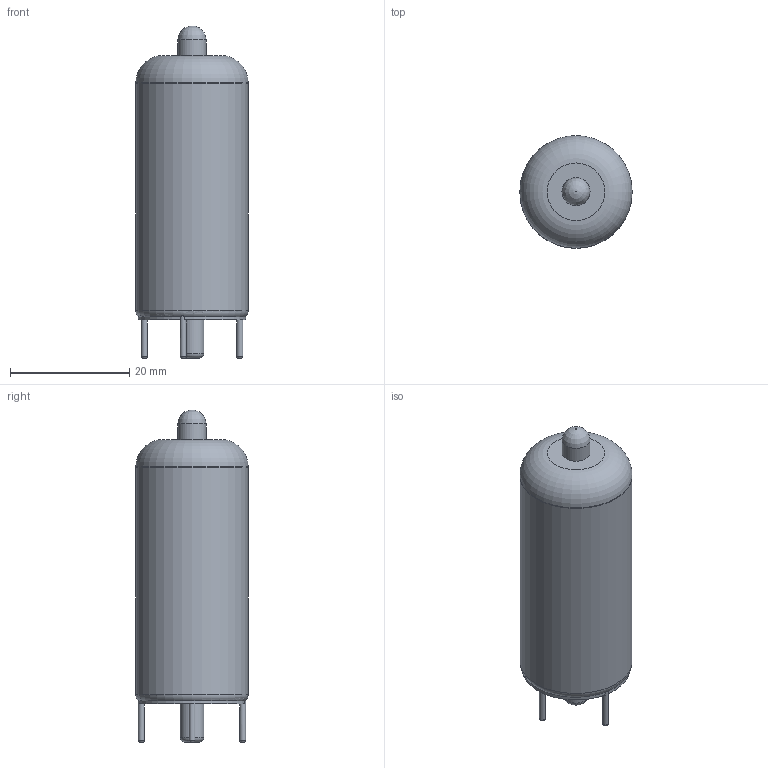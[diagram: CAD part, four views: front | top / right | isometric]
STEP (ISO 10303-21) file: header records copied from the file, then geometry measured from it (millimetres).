
FILE_DESCRIPTION(/* description */ ('model of Valve_EURO'),/* implementation_level */ '2;1');
FILE_NAME(/* name */ 'Valve_EURO.step',/* time_stamp */ '2018-11-12T22:00:27',/* author */ ('kicad StepUp','ksu'),/* organization */ ('FreeCAD'),/* preprocessor_version */ 'OCC',/* originating_system */ 'kicad StepUp',/* authorisation */ '');
FILE_SCHEMA(('AUTOMOTIVE_DESIGN { 1 0 10303 214 1 1 1 1 }'));
Length unit declared in the file: millimetre
Products named in the file (1): Valve_EURO
Bounding box: 18.84 x 18.84 x 55.66 mm (x, y, z)
Volume: 12269.5 mm3; surface area: 3246.3 mm2
Topology: 1 solids, 1 shells, 29 faces, 58 edges, 36 vertices
Faces by surface type: cylinder 12, plane 9, torus 7, revolution 1
Full cylindrical faces by diameter (mm): 1 x4, 4 x1, 4.71 x1, 18.84 x3
Entity records: 1146 total; most frequent: CARTESIAN_POINT 292, DIRECTION 153, ORIENTED_EDGE 116, AXIS2_PLACEMENT_3D 69, EDGE_CURVE 58, CIRCLE 40, VERTEX_POINT 36, FACE_BOUND 34
